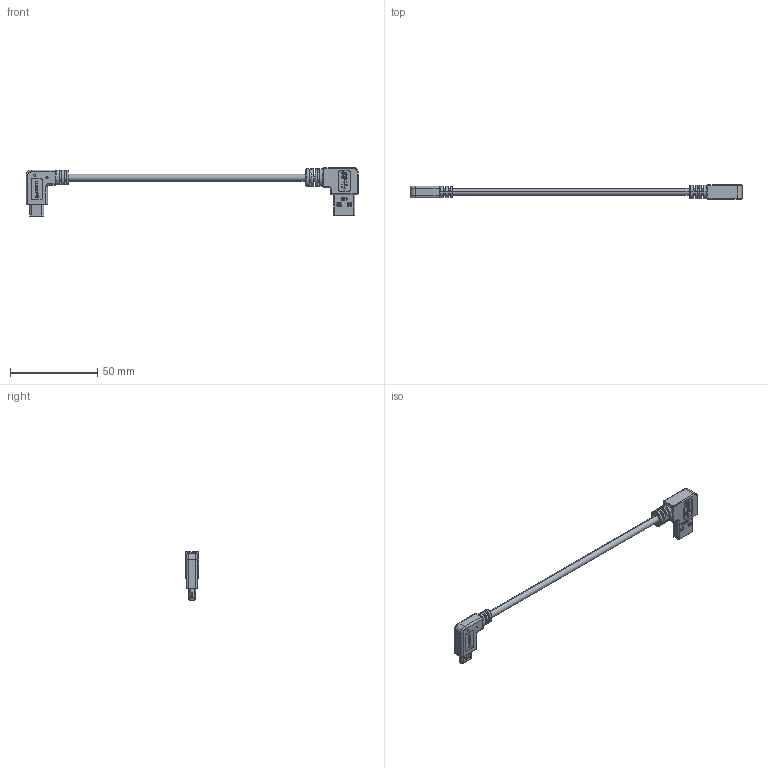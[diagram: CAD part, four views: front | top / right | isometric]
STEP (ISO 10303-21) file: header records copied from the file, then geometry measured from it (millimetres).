
FILE_DESCRIPTION (( 'STEP AP214' ), '1' );
FILE_NAME ('U3A00078.STEP', '2018-03-06T18:44:59', ( '' ), ( '' ), 'SwSTEP 2.0', 'SolidWorks 2017', '' );
FILE_SCHEMA (( 'AUTOMOTIVE_DESIGN' ));
Length unit declared in the file: inch
Products named in the file (14): 1AA05-072-MA1___; MTN-1055_USB 3.0 WITH LCOM LOGO; MTN-1054; 1AA05-099-MA2; U3A00078; 1AA05-099_No Shells; MTN-905_RIGHT WITH LOGO; 1AA05-072___; MTN-905_right logo; 1AL08-363; MTN-1055_USB3.0 WITH L-COM LOGO; MTN-906; 1AA05-072-MA2___; 1AA05-099-MA1
Assembly tree (13 placements, depth 4):
  U3A00078
    1AL08-363
    MTN-1055_USB 3.0 WITH LCOM LOGO
      1AA05-099_No Shells
        1AA05-099-MA1
        1AA05-099-MA2
      MTN-1054
      MTN-1055_USB3.0 WITH L-COM LOGO
    MTN-905_RIGHT WITH LOGO
      MTN-905_right logo
      MTN-906
      1AA05-072___
        1AA05-072-MA2___
        1AA05-072-MA1___
Bounding box: 189.9 x 8 x 28 mm (x, y, z)
Volume: 8303.4 mm3; surface area: 8761.9 mm2
Topology: 13 solids, 13 shells, 2106 faces, 5688 edges, 3701 vertices
Faces by surface type: plane 1395, cylinder 432, bspline 217, torus 40, sphere 18, cone 4
Entity records: 84105 total; most frequent: CARTESIAN_POINT 23148, ORIENTED_EDGE 11324, DIRECTION 9935, EDGE_CURVE 5662, VECTOR 4215, LINE 4215, VERTEX_POINT 3701, AXIS2_PLACEMENT_3D 2860
